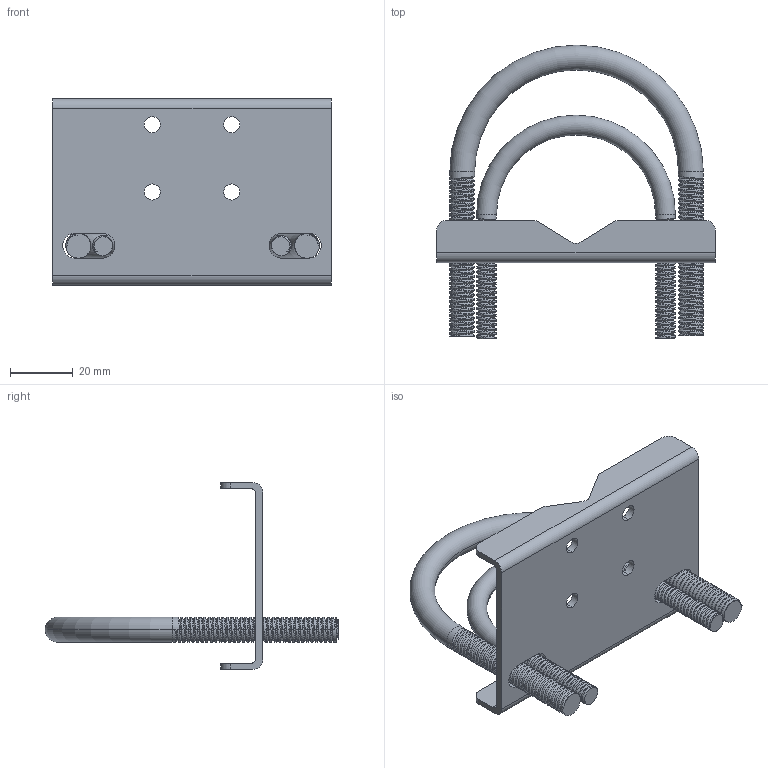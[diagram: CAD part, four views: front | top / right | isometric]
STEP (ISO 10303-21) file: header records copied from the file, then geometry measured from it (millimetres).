
FILE_DESCRIPTION (( 'STEP AP214' ), '1' );
FILE_NAME ('NCP2-P.STEP', '2017-03-30T13:15:44', ( '' ), ( '' ), 'SwSTEP 2.0', 'SolidWorks 2016', '' );
FILE_SCHEMA (( 'AUTOMOTIVE_DESIGN' ));
Length unit declared in the file: inch
Products named in the file (1): NCP2-P
Bounding box: 88.9 x 93.8 x 59.69 mm (x, y, z)
Volume: 30404.8 mm3; surface area: 24497.4 mm2
Topology: 3 solids, 3 shells, 322 faces, 928 edges, 612 vertices
Faces by surface type: cylinder 280, plane 30, bspline 8, torus 4
Entity records: 34656 total; most frequent: CARTESIAN_POINT 23121, ORIENTED_EDGE 1856, DIRECTION 1126, EDGE_CURVE 928, VERTEX_POINT 612, AXIS2_PLACEMENT_3D 387, VECTOR 352, LINE 352
